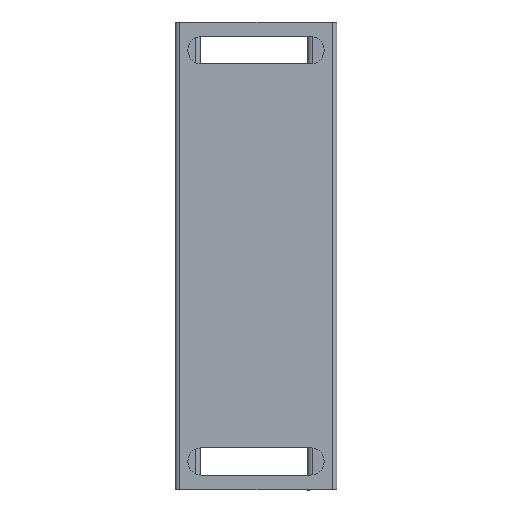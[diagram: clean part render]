
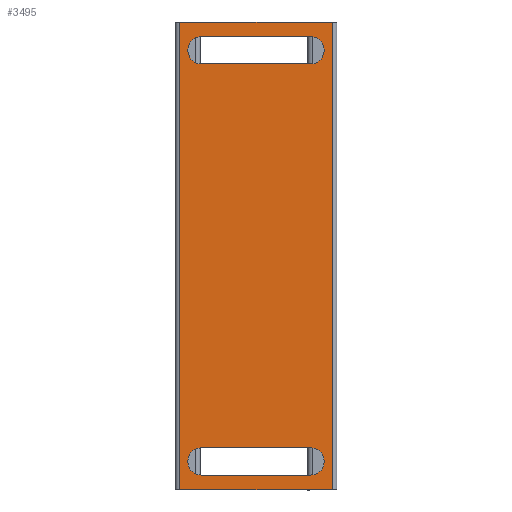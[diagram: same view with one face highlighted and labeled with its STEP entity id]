
A CAD part, top view. The second image highlights one B-rep face of the part: STEP entity #3495.
In plain terms, the highlighted planar face has unit normal (0, 0, 1).
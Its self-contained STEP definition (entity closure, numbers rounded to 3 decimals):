
#6 = ORIENTED_EDGE ( 'NONE', *, *, #2623, .F. ) ;
#41 = CARTESIAN_POINT ( 'NONE',  ( -28., -105.5, 0. ) ) ;
#44 = DIRECTION ( 'NONE',  ( 1., 0., 0. ) ) ;
#85 = LINE ( 'NONE', #4145, #3740 ) ;
#86 = CARTESIAN_POINT ( 'NONE',  ( 28., -105.5, 0. ) ) ;
#89 = CIRCLE ( 'NONE', #3690, 7. ) ;
#108 = CARTESIAN_POINT ( 'NONE',  ( -41.5, 120., 0. ) ) ;
#190 = VERTEX_POINT ( 'NONE', #3347 ) ;
#297 = FACE_BOUND ( 'NONE', #1278, .T. ) ;
#310 = VERTEX_POINT ( 'NONE', #3403 ) ;
#343 = ORIENTED_EDGE ( 'NONE', *, *, #1256, .F. ) ;
#345 = LINE ( 'NONE', #1832, #4441 ) ;
#352 = DIRECTION ( 'NONE',  ( -1., 0., 0. ) ) ;
#384 = ORIENTED_EDGE ( 'NONE', *, *, #2441, .T. ) ;
#407 = ORIENTED_EDGE ( 'NONE', *, *, #1813, .T. ) ;
#557 = CARTESIAN_POINT ( 'NONE',  ( 35., -105.5, 0. ) ) ;
#636 = CARTESIAN_POINT ( 'NONE',  ( 28., -98.5, 0. ) ) ;
#684 = AXIS2_PLACEMENT_3D ( 'NONE', #41, #3717, #1161 ) ;
#688 = FACE_BOUND ( 'NONE', #3190, .T. ) ;
#692 = VERTEX_POINT ( 'NONE', #1288 ) ;
#695 = CARTESIAN_POINT ( 'NONE',  ( 28., -112.5, 0. ) ) ;
#790 = DIRECTION ( 'NONE',  ( 0., -1., 0. ) ) ;
#819 = ORIENTED_EDGE ( 'NONE', *, *, #2369, .T. ) ;
#890 = CARTESIAN_POINT ( 'NONE',  ( 39.1, -120., 0. ) ) ;
#994 = AXIS2_PLACEMENT_3D ( 'NONE', #3127, #1001, #3898 ) ;
#1001 = DIRECTION ( 'NONE',  ( 0., 0., -1. ) ) ;
#1003 = VERTEX_POINT ( 'NONE', #2406 ) ;
#1044 = EDGE_LOOP ( 'NONE', ( #1850, #1168, #819, #4237 ) ) ;
#1056 = CARTESIAN_POINT ( 'NONE',  ( -28., -98.5, 0. ) ) ;
#1079 = AXIS2_PLACEMENT_3D ( 'NONE', #4105, #1578, #44 ) ;
#1122 = DIRECTION ( 'NONE',  ( 0., 0., -1. ) ) ;
#1161 = DIRECTION ( 'NONE',  ( 1., 0., 0. ) ) ;
#1168 = ORIENTED_EDGE ( 'NONE', *, *, #4153, .T. ) ;
#1182 = LINE ( 'NONE', #2964, #1232 ) ;
#1193 = DIRECTION ( 'NONE',  ( 1., 0., 0. ) ) ;
#1216 = DIRECTION ( 'NONE',  ( 1., 0., 0. ) ) ;
#1230 = CIRCLE ( 'NONE', #1079, 7. ) ;
#1232 = VECTOR ( 'NONE', #790, 1000. ) ;
#1256 = EDGE_CURVE ( 'NONE', #310, #3859, #1910, .T. ) ;
#1278 = EDGE_LOOP ( 'NONE', ( #407, #2788, #3283, #384, #3927 ) ) ;
#1288 = CARTESIAN_POINT ( 'NONE',  ( 39.1, 120., 0. ) ) ;
#1336 = AXIS2_PLACEMENT_3D ( 'NONE', #3184, #3590, #3949 ) ;
#1363 = VERTEX_POINT ( 'NONE', #3965 ) ;
#1567 = DIRECTION ( 'NONE',  ( 1., 0., 0. ) ) ;
#1578 = DIRECTION ( 'NONE',  ( 0., 0., 1. ) ) ;
#1617 = VECTOR ( 'NONE', #3779, 1000. ) ;
#1801 = CARTESIAN_POINT ( 'NONE',  ( -39.1, -120., 0. ) ) ;
#1811 = CARTESIAN_POINT ( 'NONE',  ( 28., 105.5, 0. ) ) ;
#1813 = EDGE_CURVE ( 'NONE', #190, #4048, #4529, .T. ) ;
#1823 = VERTEX_POINT ( 'NONE', #3416 ) ;
#1832 = CARTESIAN_POINT ( 'NONE',  ( -41.5, -120., 0. ) ) ;
#1850 = ORIENTED_EDGE ( 'NONE', *, *, #4516, .T. ) ;
#1910 = LINE ( 'NONE', #1939, #3278 ) ;
#1921 = LINE ( 'NONE', #3482, #1617 ) ;
#1935 = VERTEX_POINT ( 'NONE', #890 ) ;
#1939 = CARTESIAN_POINT ( 'NONE',  ( -28., 112.5, 0. ) ) ;
#2022 = LINE ( 'NONE', #108, #3450 ) ;
#2089 = CARTESIAN_POINT ( 'NONE',  ( 28., 105.5, 0. ) ) ;
#2126 = CARTESIAN_POINT ( 'NONE',  ( -28., -112.5, 0. ) ) ;
#2165 = PLANE ( 'NONE',  #1336 ) ;
#2261 = EDGE_CURVE ( 'NONE', #1823, #1003, #85, .T. ) ;
#2294 = EDGE_CURVE ( 'NONE', #4048, #3805, #2678, .T. ) ;
#2353 = EDGE_CURVE ( 'NONE', #692, #3852, #2022, .T. ) ;
#2369 = EDGE_CURVE ( 'NONE', #1935, #692, #1921, .T. ) ;
#2406 = CARTESIAN_POINT ( 'NONE',  ( 28., 98.5, 0. ) ) ;
#2423 = DIRECTION ( 'NONE',  ( 0., 0., 1. ) ) ;
#2441 = EDGE_CURVE ( 'NONE', #4633, #4111, #4052, .T. ) ;
#2456 = EDGE_CURVE ( 'NONE', #1003, #1363, #2822, .T. ) ;
#2489 = EDGE_CURVE ( 'NONE', #1363, #310, #3665, .T. ) ;
#2501 = DIRECTION ( 'NONE',  ( -1., 0., 0. ) ) ;
#2504 = ORIENTED_EDGE ( 'NONE', *, *, #2489, .F. ) ;
#2508 = EDGE_CURVE ( 'NONE', #4111, #190, #3608, .T. ) ;
#2623 = EDGE_CURVE ( 'NONE', #3859, #1823, #1230, .T. ) ;
#2678 = LINE ( 'NONE', #3380, #4370 ) ;
#2788 = ORIENTED_EDGE ( 'NONE', *, *, #2294, .T. ) ;
#2822 = CIRCLE ( 'NONE', #4751, 7. ) ;
#2964 = CARTESIAN_POINT ( 'NONE',  ( -39.1, 120., 0. ) ) ;
#3127 = CARTESIAN_POINT ( 'NONE',  ( 28., -105.5, 0. ) ) ;
#3180 = CARTESIAN_POINT ( 'NONE',  ( -39.1, 120., 0. ) ) ;
#3184 = CARTESIAN_POINT ( 'NONE',  ( 0., 0., 0. ) ) ;
#3190 = EDGE_LOOP ( 'NONE', ( #3775, #6, #343, #2504, #4206 ) ) ;
#3253 = FACE_OUTER_BOUND ( 'NONE', #1044, .T. ) ;
#3264 = DIRECTION ( 'NONE',  ( 1., 0., 0. ) ) ;
#3278 = VECTOR ( 'NONE', #352, 1000. ) ;
#3283 = ORIENTED_EDGE ( 'NONE', *, *, #3602, .T. ) ;
#3347 = CARTESIAN_POINT ( 'NONE',  ( -28., -112.5, 0. ) ) ;
#3380 = CARTESIAN_POINT ( 'NONE',  ( -28., -98.5, 0. ) ) ;
#3403 = CARTESIAN_POINT ( 'NONE',  ( 28., 112.5, 0. ) ) ;
#3416 = CARTESIAN_POINT ( 'NONE',  ( -28., 98.5, 0. ) ) ;
#3450 = VECTOR ( 'NONE', #3457, 1000. ) ;
#3457 = DIRECTION ( 'NONE',  ( -1., 0., 0. ) ) ;
#3482 = CARTESIAN_POINT ( 'NONE',  ( 39.1, -120., 0. ) ) ;
#3495 = ADVANCED_FACE ( 'NONE', ( #3253, #688, #297 ), #2165, .F. ) ;
#3565 = CARTESIAN_POINT ( 'NONE',  ( -28., 112.5, 0. ) ) ;
#3578 = DIRECTION ( 'NONE',  ( 0., 0., 1. ) ) ;
#3590 = DIRECTION ( 'NONE',  ( 0., 0., -1. ) ) ;
#3592 = VECTOR ( 'NONE', #2501, 1000. ) ;
#3602 = EDGE_CURVE ( 'NONE', #3805, #4633, #89, .T. ) ;
#3608 = LINE ( 'NONE', #2126, #3592 ) ;
#3665 = CIRCLE ( 'NONE', #3905, 7. ) ;
#3690 = AXIS2_PLACEMENT_3D ( 'NONE', #86, #1122, #1567 ) ;
#3717 = DIRECTION ( 'NONE',  ( 0., 0., -1. ) ) ;
#3740 = VECTOR ( 'NONE', #1216, 1000. ) ;
#3775 = ORIENTED_EDGE ( 'NONE', *, *, #2261, .F. ) ;
#3779 = DIRECTION ( 'NONE',  ( 0., 1., 0. ) ) ;
#3805 = VERTEX_POINT ( 'NONE', #636 ) ;
#3852 = VERTEX_POINT ( 'NONE', #3180 ) ;
#3859 = VERTEX_POINT ( 'NONE', #3565 ) ;
#3864 = VERTEX_POINT ( 'NONE', #1801 ) ;
#3875 = DIRECTION ( 'NONE',  ( 1., 0., 0. ) ) ;
#3898 = DIRECTION ( 'NONE',  ( 1., 0., 0. ) ) ;
#3905 = AXIS2_PLACEMENT_3D ( 'NONE', #1811, #3578, #3264 ) ;
#3927 = ORIENTED_EDGE ( 'NONE', *, *, #2508, .T. ) ;
#3949 = DIRECTION ( 'NONE',  ( -1., 0., 0. ) ) ;
#3965 = CARTESIAN_POINT ( 'NONE',  ( 35., 105.5, 0. ) ) ;
#4048 = VERTEX_POINT ( 'NONE', #1056 ) ;
#4052 = CIRCLE ( 'NONE', #994, 7. ) ;
#4105 = CARTESIAN_POINT ( 'NONE',  ( -28., 105.5, 0. ) ) ;
#4111 = VERTEX_POINT ( 'NONE', #695 ) ;
#4145 = CARTESIAN_POINT ( 'NONE',  ( -28., 98.5, 0. ) ) ;
#4153 = EDGE_CURVE ( 'NONE', #3864, #1935, #345, .T. ) ;
#4206 = ORIENTED_EDGE ( 'NONE', *, *, #2456, .F. ) ;
#4237 = ORIENTED_EDGE ( 'NONE', *, *, #2353, .T. ) ;
#4370 = VECTOR ( 'NONE', #1193, 1000. ) ;
#4404 = DIRECTION ( 'NONE',  ( 1., 0., 0. ) ) ;
#4441 = VECTOR ( 'NONE', #4404, 1000. ) ;
#4516 = EDGE_CURVE ( 'NONE', #3852, #3864, #1182, .T. ) ;
#4529 = CIRCLE ( 'NONE', #684, 7. ) ;
#4633 = VERTEX_POINT ( 'NONE', #557 ) ;
#4751 = AXIS2_PLACEMENT_3D ( 'NONE', #2089, #2423, #3875 ) ;
